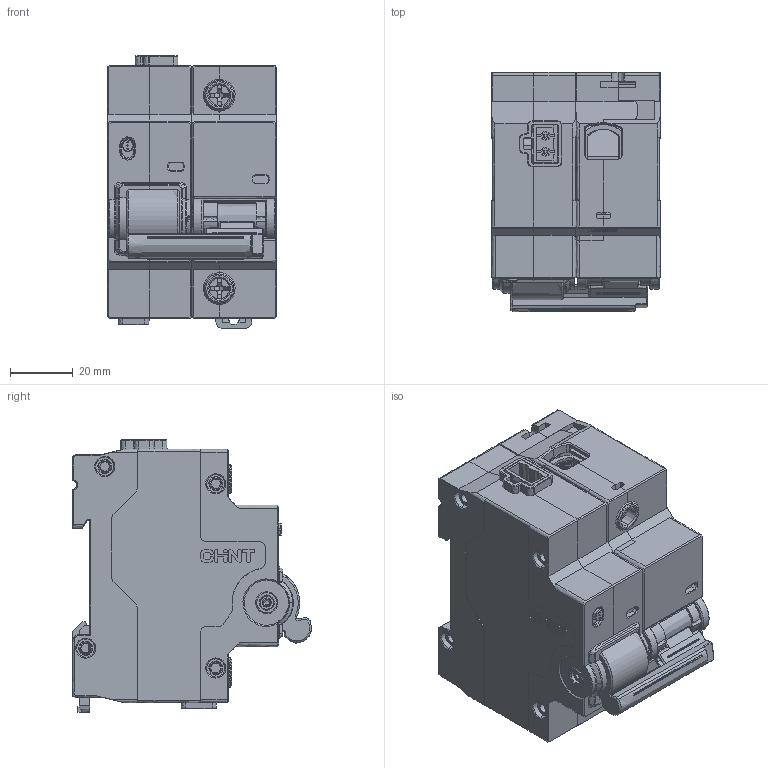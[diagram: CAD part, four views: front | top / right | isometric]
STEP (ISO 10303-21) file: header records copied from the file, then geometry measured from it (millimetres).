
FILE_DESCRIPTION(/* description */ (''),/* implementation_level */ '2;1');
FILE_NAME(/* name */ 'MOD1new',/* time_stamp */ '2022-06-08T13:04:58+08:00',/* author */ (''),/* organization */ (''),/* preprocessor_version */ 'ST-DEVELOPER v16.5',/* originating_system */ '',/* authorisation */ '');
FILE_SCHEMA (('AUTOMOTIVE_DESIGN'));
Products named in the file (1): Document
Bounding box: 53.6 x 75.86 x 86.55 mm (x, y, z)
Volume: 99964.2 mm3; surface area: 134180 mm2
Topology: 54 solids, 54 shells, 8852 faces, 23778 edges, 15178 vertices
Faces by surface type: bspline 5536, plane 3316
Entity records: 454233 total; most frequent: CARTESIAN_POINT 314401, ORIENTED_EDGE 47434, EDGE_CURVE 23717, B_SPLINE_CURVE_WITH_KNOTS 15734, VERTEX_POINT 15178, EDGE_LOOP 9210, ADVANCED_FACE 8852, FACE_OUTER_BOUND 8852
